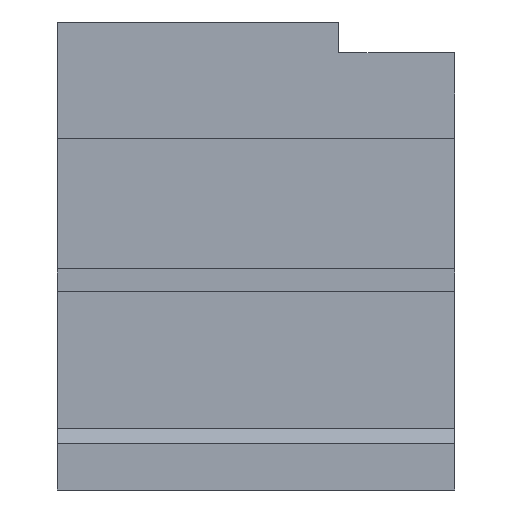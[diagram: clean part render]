
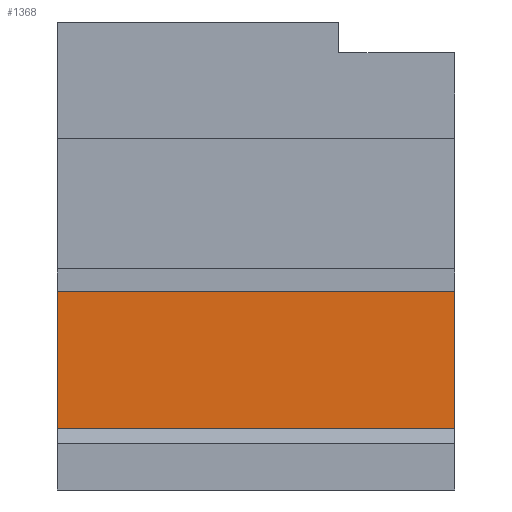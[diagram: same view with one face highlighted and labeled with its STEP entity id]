
A CAD part, front view. The second image highlights one B-rep face of the part: STEP entity #1368.
In plain terms, the highlighted planar face has unit normal (0, -1, 0).
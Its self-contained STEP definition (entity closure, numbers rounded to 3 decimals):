
#492=FACE_OUTER_BOUND('',#526,.T.);
#526=EDGE_LOOP('',(#1248,#1249,#1250,#1251));
#563=LINE('',#1901,#807);
#566=LINE('',#1908,#810);
#585=LINE('',#1945,#829);
#589=LINE('',#1952,#833);
#807=VECTOR('',#1503,1.);
#810=VECTOR('',#1508,1.);
#829=VECTOR('',#1537,1.);
#833=VECTOR('',#1547,1.);
#1042=VERTEX_POINT('',#1894);
#1045=VERTEX_POINT('',#1899);
#1048=VERTEX_POINT('',#1907);
#1061=VERTEX_POINT('',#1943);
#1103=EDGE_CURVE('',#1045,#1042,#563,.T.);
#1106=EDGE_CURVE('',#1048,#1042,#566,.T.);
#1125=EDGE_CURVE('',#1061,#1045,#585,.T.);
#1129=EDGE_CURVE('',#1048,#1061,#589,.T.);
#1248=ORIENTED_EDGE('',*,*,#1125,.F.);
#1249=ORIENTED_EDGE('',*,*,#1129,.F.);
#1250=ORIENTED_EDGE('',*,*,#1106,.T.);
#1251=ORIENTED_EDGE('',*,*,#1103,.F.);
#1334=PLANE('',#1407);
#1368=ADVANCED_FACE('',(#492),#1334,.T.);
#1407=AXIS2_PLACEMENT_3D('',#1953,#1548,#1549);
#1503=DIRECTION('',(1.,0.,0.));
#1508=DIRECTION('',(0.,0.,1.));
#1537=DIRECTION('',(0.,0.,1.));
#1547=DIRECTION('',(-1.,0.,0.));
#1548=DIRECTION('center_axis',(0.,-1.,0.));
#1549=DIRECTION('ref_axis',(0.,0.,1.));
#1894=CARTESIAN_POINT('',(258.,-352.5,129.));
#1899=CARTESIAN_POINT('',(0.,-352.5,129.));
#1901=CARTESIAN_POINT('',(0.,-352.5,129.));
#1907=CARTESIAN_POINT('',(258.,-352.5,40.));
#1908=CARTESIAN_POINT('',(258.,-352.5,90.));
#1943=CARTESIAN_POINT('',(0.,-352.5,40.));
#1945=CARTESIAN_POINT('',(0.,-352.5,40.));
#1952=CARTESIAN_POINT('',(250.,-352.5,40.));
#1953=CARTESIAN_POINT('Origin',(250.,-352.5,40.));
